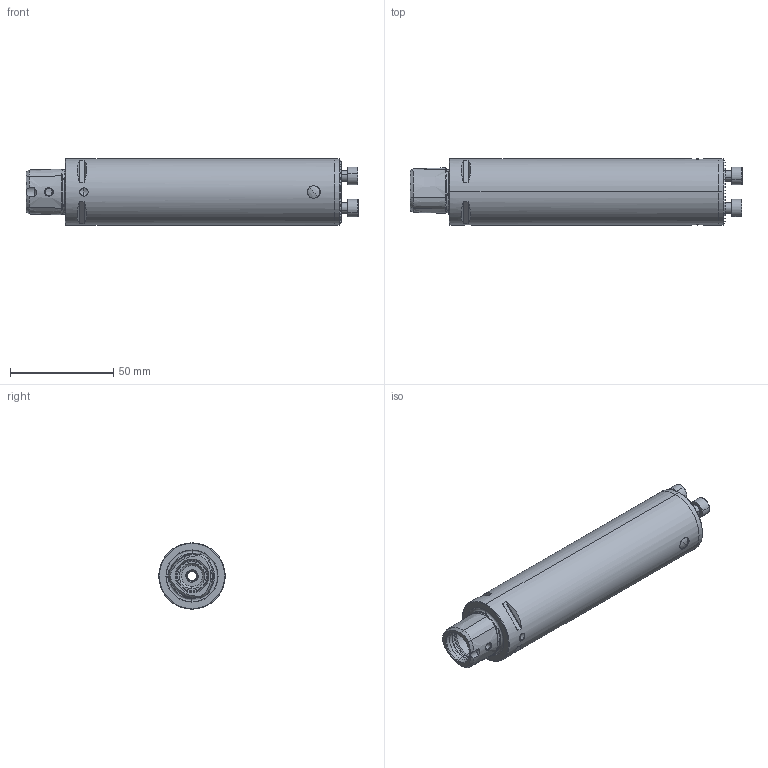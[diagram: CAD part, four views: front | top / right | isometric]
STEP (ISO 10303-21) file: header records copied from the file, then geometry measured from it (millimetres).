
FILE_DESCRIPTION (( 'STEP AP214' ), '1' );
FILE_NAME ('PS3.WK2.WD3.168.STEP', '2022-03-11T07:55:04', ( '' ), ( '' ), 'SwSTEP 2.0', 'SolidWorks 2017', '' );
FILE_SCHEMA (( 'AUTOMOTIVE_DESIGN' ));
Length unit declared in the file: millimetre
Products named in the file (12): DIN 6325_ø6x12-m6_2x6; DIN 3771 - 13x4; WD3-WK2.032.003_A; WD3-BG1.027.100; WD3-ER1.026.087_A; WD3-ER1.027.019_A; DIN 3771 - 23x2; PS3-WD3.100.130_A; WD3-ER1.011.082_A; PS3.WK2.WD3.168; DIN 3771 - 6x1; ISO 4762 - M5 x 14
Assembly tree (17 placements, depth 3):
  PS3.WK2.WD3.168
    PS3-WD3.100.130_A
    WD3-BG1.027.100
      WD3-ER1.011.082_A
      WD3-ER1.027.019_A  x2
      DIN 3771 - 13x4  x2
      DIN 3771 - 23x2  x2
      WD3-ER1.026.087_A
    WD3-WK2.032.003_A
    DIN 6325_ø6x12-m6_2x6  x2
    ISO 4762 - M5 x 14  x3
    DIN 3771 - 6x1
Bounding box: 160.4 x 32 x 32 mm (x, y, z)
Volume: 100977.6 mm3; surface area: 56780.5 mm2
Topology: 16 solids, 16 shells, 673 faces, 1621 edges, 982 vertices
Faces by surface type: plane 236, cone 168, cylinder 163, torus 98, sphere 8
Entity records: 19130 total; most frequent: CARTESIAN_POINT 5642, ORIENTED_EDGE 2706, DIRECTION 2618, EDGE_CURVE 1353, AXIS2_PLACEMENT_3D 1082, VERTEX_POINT 836, EDGE_LOOP 593, ADVANCED_FACE 552
